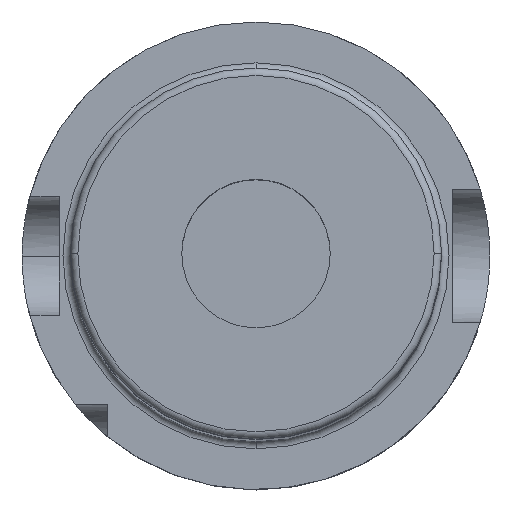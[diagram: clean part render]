
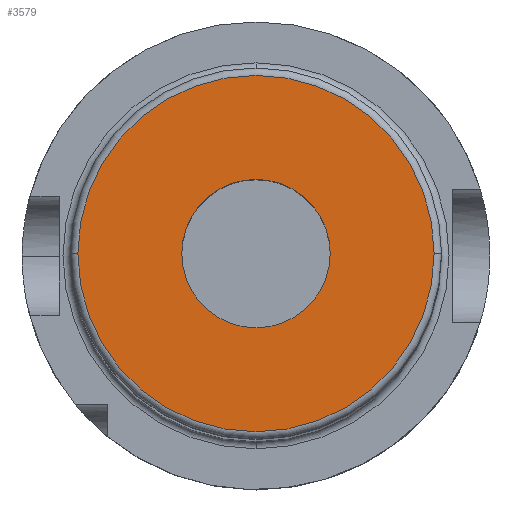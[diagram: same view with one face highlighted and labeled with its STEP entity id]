
A CAD part, top view. The second image highlights one B-rep face of the part: STEP entity #3579.
In plain terms, the highlighted planar face has unit normal (0, 0, 1).
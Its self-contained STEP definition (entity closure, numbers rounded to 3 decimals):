
#72 = CIRCLE ( 'NONE', #2417, 24. ) ;
#89 = ORIENTED_EDGE ( 'NONE', *, *, #1149, .F. ) ;
#100 = CARTESIAN_POINT ( 'NONE',  ( 24., 0., 200. ) ) ;
#108 = AXIS2_PLACEMENT_3D ( 'NONE', #1492, #4083, #521 ) ;
#231 = FACE_BOUND ( 'NONE', #2939, .T. ) ;
#297 = DIRECTION ( 'NONE',  ( 1., 0., 0. ) ) ;
#311 = DIRECTION ( 'NONE',  ( -1., 0., 0. ) ) ;
#386 = VERTEX_POINT ( 'NONE', #100 ) ;
#521 = DIRECTION ( 'NONE',  ( 1., 0., 0. ) ) ;
#641 = VERTEX_POINT ( 'NONE', #3419 ) ;
#1080 = DIRECTION ( 'NONE',  ( 0., 0., -1. ) ) ;
#1149 = EDGE_CURVE ( 'NONE', #2896, #3591, #1757, .T. ) ;
#1344 = CIRCLE ( 'NONE', #3584, 24. ) ;
#1492 = CARTESIAN_POINT ( 'NONE',  ( 0., 0., 200. ) ) ;
#1597 = CARTESIAN_POINT ( 'NONE',  ( 0., 24., 200. ) ) ;
#1628 = DIRECTION ( 'NONE',  ( 0., 0., 1. ) ) ;
#1655 = CARTESIAN_POINT ( 'NONE',  ( 0., 0., 200. ) ) ;
#1757 = CIRCLE ( 'NONE', #2384, 10. ) ;
#1762 = ORIENTED_EDGE ( 'NONE', *, *, #3494, .F. ) ;
#2384 = AXIS2_PLACEMENT_3D ( 'NONE', #1655, #1628, #3912 ) ;
#2417 = AXIS2_PLACEMENT_3D ( 'NONE', #2570, #2882, #311 ) ;
#2526 = DIRECTION ( 'NONE',  ( 0., 0., 1. ) ) ;
#2570 = CARTESIAN_POINT ( 'NONE',  ( 0., 0., 200. ) ) ;
#2579 = ORIENTED_EDGE ( 'NONE', *, *, #2802, .F. ) ;
#2667 = CARTESIAN_POINT ( 'NONE',  ( 0., 0., 200. ) ) ;
#2802 = EDGE_CURVE ( 'NONE', #3591, #2896, #3626, .T. ) ;
#2831 = AXIS2_PLACEMENT_3D ( 'NONE', #1597, #2526, #297 ) ;
#2882 = DIRECTION ( 'NONE',  ( 0., 0., -1. ) ) ;
#2896 = VERTEX_POINT ( 'NONE', #3014 ) ;
#2938 = CARTESIAN_POINT ( 'NONE',  ( 10., 0., 200. ) ) ;
#2939 = EDGE_LOOP ( 'NONE', ( #89, #2579 ) ) ;
#2967 = FACE_OUTER_BOUND ( 'NONE', #3078, .T. ) ;
#3014 = CARTESIAN_POINT ( 'NONE',  ( -10., 0., 200. ) ) ;
#3078 = EDGE_LOOP ( 'NONE', ( #3482, #1762 ) ) ;
#3259 = EDGE_CURVE ( 'NONE', #641, #386, #1344, .T. ) ;
#3419 = CARTESIAN_POINT ( 'NONE',  ( -24., 0., 200. ) ) ;
#3482 = ORIENTED_EDGE ( 'NONE', *, *, #3259, .F. ) ;
#3494 = EDGE_CURVE ( 'NONE', #386, #641, #72, .T. ) ;
#3579 = ADVANCED_FACE ( 'NONE', ( #231, #2967 ), #3803, .T. ) ;
#3584 = AXIS2_PLACEMENT_3D ( 'NONE', #2667, #1080, #3966 ) ;
#3591 = VERTEX_POINT ( 'NONE', #2938 ) ;
#3626 = CIRCLE ( 'NONE', #108, 10. ) ;
#3803 = PLANE ( 'NONE',  #2831 ) ;
#3912 = DIRECTION ( 'NONE',  ( 1., 0., 0. ) ) ;
#3966 = DIRECTION ( 'NONE',  ( -1., 0., 0. ) ) ;
#4083 = DIRECTION ( 'NONE',  ( 0., 0., 1. ) ) ;
